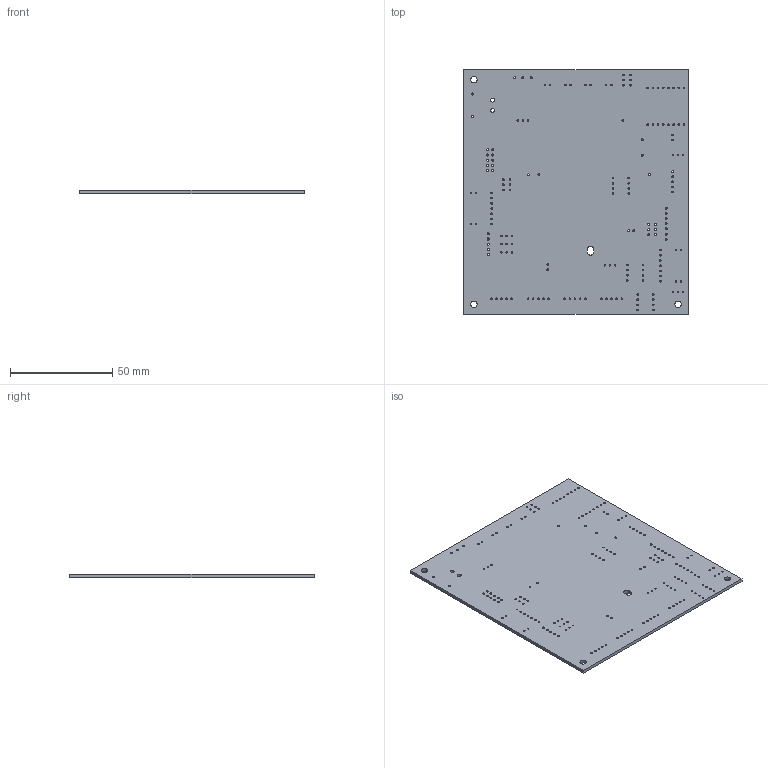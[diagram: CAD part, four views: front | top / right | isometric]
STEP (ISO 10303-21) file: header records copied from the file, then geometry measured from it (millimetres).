
FILE_DESCRIPTION(('KiCad electronic assembly'),'2;1');
FILE_NAME('Main.step','2023-09-18T00:21:59',('Pcbnew'),('Kicad'), 'Open CASCADE STEP processor 7.6','KiCad to STEP converter','Unknown' );
FILE_SCHEMA(('AUTOMOTIVE_DESIGN { 1 0 10303 214 1 1 1 1 }'));
Length unit declared in the file: millimetre
Products named in the file (2): Main 1; Main PCB
Assembly tree (1 placements, depth 2):
  Main 1
    Main PCB
Bounding box: 110 x 120 x 1.6 mm (x, y, z)
Volume: 20897.9 mm3; surface area: 27676.5 mm2
Topology: 1 solids, 1 shells, 188 faces, 558 edges, 372 vertices
Faces by surface type: cylinder 180, plane 8
Full cylindrical faces by diameter (mm): 0.65 x18, 0.762 x33, 0.8 x34, 0.85 x35, 0.9 x18, 1 x30, 1.1 x5, 1.9 x2, 3.2 x3
Entity records: 15619 total; most frequent: CARTESIAN_POINT 4396, DIRECTION 2054, ORIENTED_EDGE 1116, PCURVE 1116, DEFINITIONAL_REPRESENTATION 1116, LINE 954, VECTOR 954, EDGE_CURVE 558
